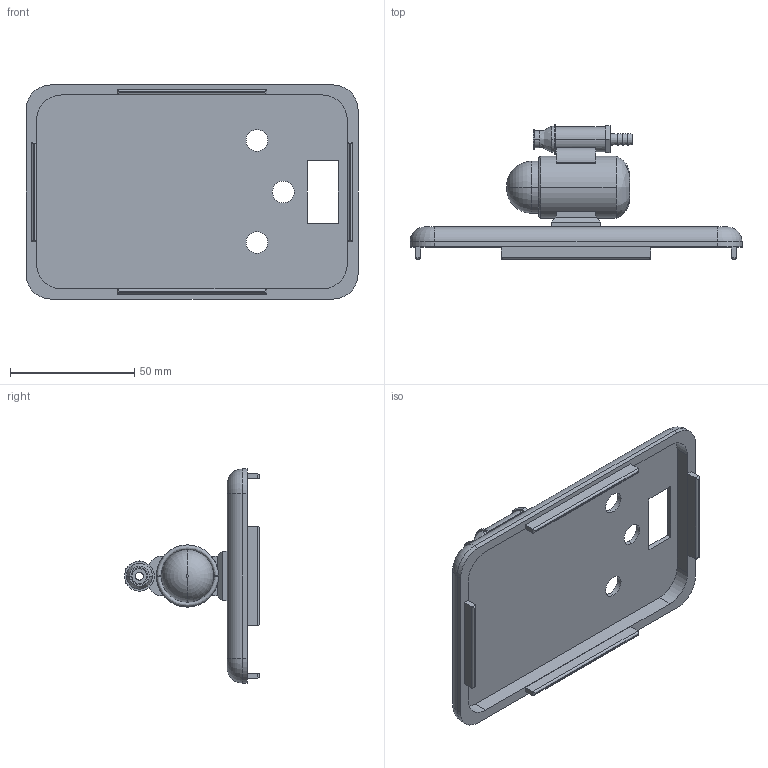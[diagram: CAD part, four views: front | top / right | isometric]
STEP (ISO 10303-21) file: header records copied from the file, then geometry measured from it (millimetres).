
FILE_DESCRIPTION (( 'STEP AP214' ), '1' );
FILE_NAME ('upper body.STEP', '2021-05-31T17:36:52', ( '' ), ( '' ), 'SwSTEP 2.0', 'SolidWorks 2020', '' );
FILE_SCHEMA (( 'AUTOMOTIVE_DESIGN' ));
Length unit declared in the file: centimetre
Products named in the file (1): upper body
Bounding box: 133.4 x 54.28 x 86 mm (x, y, z)
Volume: 37825.3 mm3; surface area: 38690.2 mm2
Topology: 1 solids, 1 shells, 178 faces, 416 edges, 262 vertices
Faces by surface type: plane 78, cylinder 66, torus 16, bspline 10, cone 8
Entity records: 5778 total; most frequent: CARTESIAN_POINT 1611, DIRECTION 898, ORIENTED_EDGE 832, EDGE_CURVE 416, AXIS2_PLACEMENT_3D 341, VERTEX_POINT 262, VECTOR 216, LINE 216
